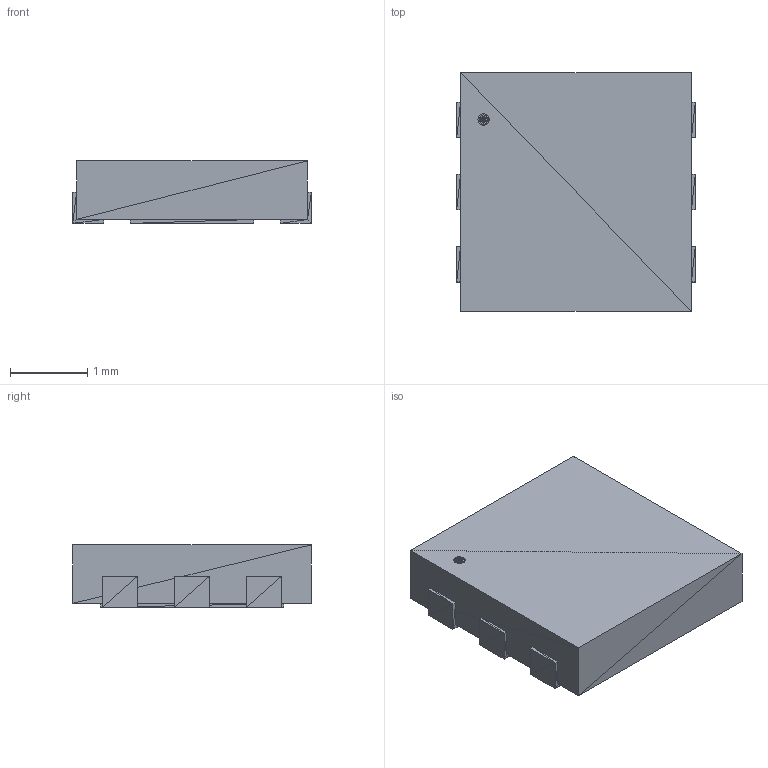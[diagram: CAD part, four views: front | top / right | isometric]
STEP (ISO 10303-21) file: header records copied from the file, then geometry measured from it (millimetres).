
FILE_DESCRIPTION(('STEP AP214'),'1');
FILE_NAME('21-0137I_T633-2-M','2018-12-13T13:40:30',(''),(''),'','','');
FILE_SCHEMA(('AUTOMOTIVE_DESIGN'));
Length unit declared in the file: millimetre
Products named in the file (1): product
Bounding box: 3.1 x 3.1 x 0.81 mm (x, y, z)
Surface area: 40.8 mm2 (no closed solid volume)
Topology: 0 solids, 272 shells, 272 faces, 816 edges, 816 vertices
Faces by surface type: plane 272
Entity records: 9035 total; most frequent: CARTESIAN_POINT 1905, DIRECTION 1362, ORIENTED_EDGE 816, EDGE_CURVE 816, VERTEX_POINT 816, LINE 816, VECTOR 816, AXIS2_PLACEMENT_3D 273
